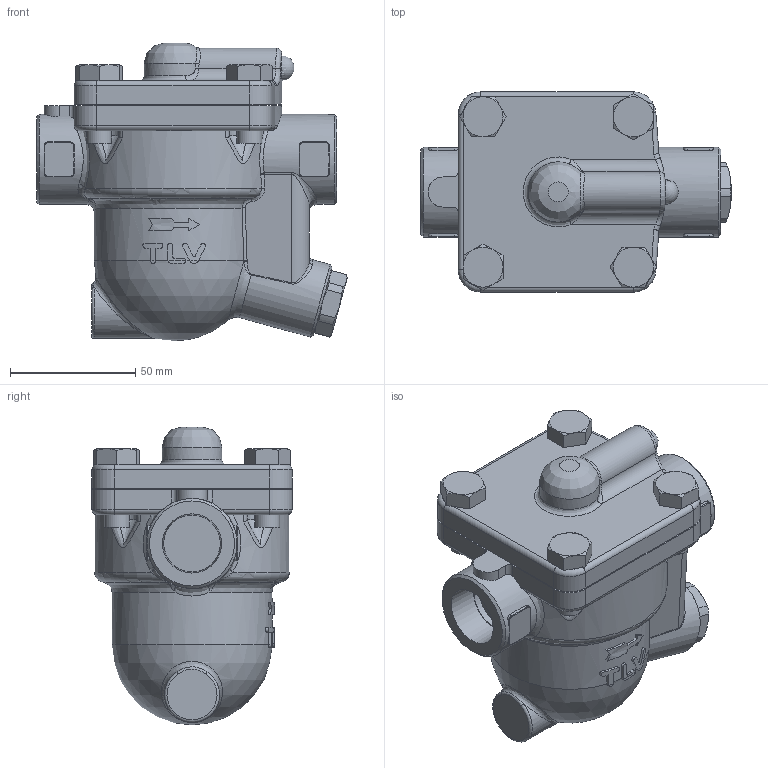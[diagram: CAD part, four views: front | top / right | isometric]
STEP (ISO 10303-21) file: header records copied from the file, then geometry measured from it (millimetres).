
FILE_DESCRIPTION((''),'2;1');
FILE_NAME('j3sx0-020-screw-00.stp','2009-10-23T13:55:48',('nakaot'),(''),'Autodesk Inventor 2008','Autodesk Inventor 2008','');
FILE_SCHEMA(('AUTOMOTIVE_DESIGN { 1 0 10303 214 1 1 1 1 }'));
Length unit declared in the file: millimetre
Products named in the file (1): j3sx0-020-screw-00
Bounding box: 124.23 x 80 x 119 mm (x, y, z)
Volume: 499742.2 mm3; surface area: 57521.2 mm2
Topology: 1 solids, 1 shells, 412 faces, 1031 edges, 623 vertices
Faces by surface type: cylinder 121, plane 110, bspline 98, cone 43, torus 35, sphere 5
Full cylindrical faces by diameter (mm): 10 x8, 30 x1, 36 x2, 56.5 x1
Entity records: 21134 total; most frequent: CARTESIAN_POINT 12191, ORIENTED_EDGE 1946, DIRECTION 1729, EDGE_CURVE 973, AXIS2_PLACEMENT_3D 716, VERTEX_POINT 609, EDGE_LOOP 466, FACE_OUTER_BOUND 412
